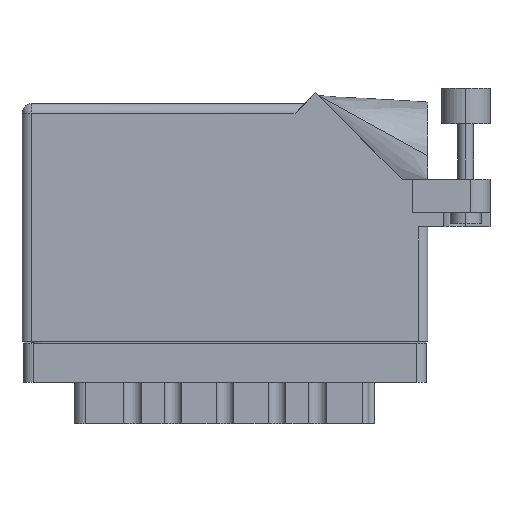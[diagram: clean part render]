
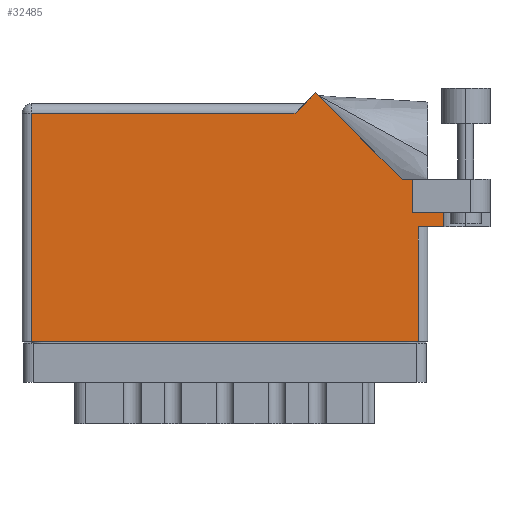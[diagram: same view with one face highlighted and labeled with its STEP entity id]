
A CAD part, front view. The second image highlights one B-rep face of the part: STEP entity #32485.
In plain terms, the highlighted face is planar.
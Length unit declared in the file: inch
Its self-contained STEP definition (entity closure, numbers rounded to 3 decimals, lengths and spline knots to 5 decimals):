
#130 = DIRECTION ( 'NONE',  ( 0., 1., 0. ) ) ;
#494 = EDGE_CURVE ( 'NONE', #15724, #18493, #7082, .T. ) ;
#1642 = VECTOR ( 'NONE', #36114, 39.37008 ) ;
#1716 = CARTESIAN_POINT ( 'NONE',  ( 0., 1.468, 0. ) ) ;
#2432 = EDGE_CURVE ( 'NONE', #19754, #18904, #4094, .T. ) ;
#2963 = VECTOR ( 'NONE', #23848, 39.37008 ) ;
#3504 = LINE ( 'NONE', #17101, #18245 ) ;
#4094 = LINE ( 'NONE', #30315, #2963 ) ;
#5268 = CARTESIAN_POINT ( 'NONE',  ( 2.55, 0.737, 0. ) ) ;
#7082 = LINE ( 'NONE', #37001, #30584 ) ;
#7424 = VERTEX_POINT ( 'NONE', #44614 ) ;
#8463 = CARTESIAN_POINT ( 'NONE',  ( 2.7135, 1.16177, 0. ) ) ;
#8499 = LINE ( 'NONE', #27388, #17222 ) ;
#8604 = PLANE ( 'NONE',  #31211 ) ;
#9590 = ORIENTED_EDGE ( 'NONE', *, *, #42750, .T. ) ;
#10512 = CARTESIAN_POINT ( 'NONE',  ( 2.55, 0.737, 0. ) ) ;
#10926 = CARTESIAN_POINT ( 'NONE',  ( 0.062, 0., 0. ) ) ;
#11890 = CARTESIAN_POINT ( 'NONE',  ( 2.7135, 0.831, 0. ) ) ;
#11926 = DIRECTION ( 'NONE',  ( -1., 0., 0. ) ) ;
#12268 = DIRECTION ( 'NONE',  ( -1., 0., 0. ) ) ;
#12628 = DIRECTION ( 'NONE',  ( -0.707, -0.707, 0. ) ) ;
#14186 = CARTESIAN_POINT ( 'NONE',  ( 3.012, 1.044, 0. ) ) ;
#14983 = CARTESIAN_POINT ( 'NONE',  ( 0., 0., 0. ) ) ;
#15438 = DIRECTION ( 'NONE',  ( 0., -1., 0. ) ) ;
#15589 = DIRECTION ( 'NONE',  ( 0., 0., -1. ) ) ;
#15724 = VERTEX_POINT ( 'NONE', #22766 ) ;
#16625 = VERTEX_POINT ( 'NONE', #16799 ) ;
#16799 = CARTESIAN_POINT ( 'NONE',  ( 2.55, 0., 0. ) ) ;
#17101 = CARTESIAN_POINT ( 'NONE',  ( 2.512, 0.831, 0. ) ) ;
#17222 = VECTOR ( 'NONE', #20954, 39.37008 ) ;
#17267 = VERTEX_POINT ( 'NONE', #17676 ) ;
#17558 = CARTESIAN_POINT ( 'NONE',  ( 1.757, 1.468, 0. ) ) ;
#17676 = CARTESIAN_POINT ( 'NONE',  ( 2.7135, 0.737, 0. ) ) ;
#17788 = LINE ( 'NONE', #21966, #18857 ) ;
#17988 = LINE ( 'NONE', #29887, #30033 ) ;
#18245 = VECTOR ( 'NONE', #130, 39.37008 ) ;
#18493 = VERTEX_POINT ( 'NONE', #45108 ) ;
#18857 = VECTOR ( 'NONE', #12628, 39.37008 ) ;
#18904 = VERTEX_POINT ( 'NONE', #11890 ) ;
#19612 = DIRECTION ( 'NONE',  ( 0., -1., 0. ) ) ;
#19754 = VERTEX_POINT ( 'NONE', #24576 ) ;
#20954 = DIRECTION ( 'NONE',  ( 1., 0., 0. ) ) ;
#21052 = EDGE_CURVE ( 'NONE', #35578, #7424, #26239, .T. ) ;
#21730 = ORIENTED_EDGE ( 'NONE', *, *, #21052, .T. ) ;
#21966 = CARTESIAN_POINT ( 'NONE',  ( 1.819, 1.53, 0. ) ) ;
#22766 = CARTESIAN_POINT ( 'NONE',  ( 2.44642, 1.044, 0. ) ) ;
#23839 = EDGE_LOOP ( 'NONE', ( #42462, #28786, #25614, #36488, #24248, #9590, #30700, #34719, #24915, #21730, #38082 ) ) ;
#23848 = DIRECTION ( 'NONE',  ( 1., 0., 0. ) ) ;
#24248 = ORIENTED_EDGE ( 'NONE', *, *, #2432, .F. ) ;
#24576 = CARTESIAN_POINT ( 'NONE',  ( 2.512, 0.831, 0. ) ) ;
#24656 = LINE ( 'NONE', #14983, #1642 ) ;
#24915 = ORIENTED_EDGE ( 'NONE', *, *, #42143, .T. ) ;
#25614 = ORIENTED_EDGE ( 'NONE', *, *, #29348, .T. ) ;
#26239 = LINE ( 'NONE', #1716, #31783 ) ;
#27388 = CARTESIAN_POINT ( 'NONE',  ( 2.612, 0.737, 0. ) ) ;
#27426 = VECTOR ( 'NONE', #15438, 39.37008 ) ;
#27473 = LINE ( 'NONE', #5268, #29674 ) ;
#28786 = ORIENTED_EDGE ( 'NONE', *, *, #43592, .T. ) ;
#29348 = EDGE_CURVE ( 'NONE', #42417, #17267, #8499, .T. ) ;
#29391 = CARTESIAN_POINT ( 'NONE',  ( 0., 1.53, 0. ) ) ;
#29674 = VECTOR ( 'NONE', #29728, 39.37008 ) ;
#29728 = DIRECTION ( 'NONE',  ( 0., 1., 0. ) ) ;
#29887 = CARTESIAN_POINT ( 'NONE',  ( 0.062, 0., 0. ) ) ;
#30033 = VECTOR ( 'NONE', #19612, 39.37008 ) ;
#30315 = CARTESIAN_POINT ( 'NONE',  ( 2.512, 0.831, 0. ) ) ;
#30584 = VECTOR ( 'NONE', #44206, 39.37008 ) ;
#30700 = ORIENTED_EDGE ( 'NONE', *, *, #44670, .T. ) ;
#31211 = AXIS2_PLACEMENT_3D ( 'NONE', #29391, #15589, #11926 ) ;
#31215 = VECTOR ( 'NONE', #35312, 39.37008 ) ;
#31783 = VECTOR ( 'NONE', #12268, 39.37008 ) ;
#32485 = ADVANCED_FACE ( 'NONE', ( #33252 ), #8604, .F. ) ;
#33252 = FACE_OUTER_BOUND ( 'NONE', #23839, .T. ) ;
#34719 = ORIENTED_EDGE ( 'NONE', *, *, #494, .T. ) ;
#35228 = EDGE_CURVE ( 'NONE', #36267, #16625, #24656, .T. ) ;
#35312 = DIRECTION ( 'NONE',  ( -1., 0., 0. ) ) ;
#35578 = VERTEX_POINT ( 'NONE', #17558 ) ;
#36114 = DIRECTION ( 'NONE',  ( 1., 0., 0. ) ) ;
#36267 = VERTEX_POINT ( 'NONE', #10926 ) ;
#36488 = ORIENTED_EDGE ( 'NONE', *, *, #44267, .F. ) ;
#37001 = CARTESIAN_POINT ( 'NONE',  ( 2.44642, 1.044, 0. ) ) ;
#38082 = ORIENTED_EDGE ( 'NONE', *, *, #45430, .T. ) ;
#40515 = LINE ( 'NONE', #14186, #31215 ) ;
#42143 = EDGE_CURVE ( 'NONE', #18493, #35578, #17788, .T. ) ;
#42417 = VERTEX_POINT ( 'NONE', #10512 ) ;
#42462 = ORIENTED_EDGE ( 'NONE', *, *, #35228, .T. ) ;
#42750 = EDGE_CURVE ( 'NONE', #19754, #45312, #3504, .T. ) ;
#43314 = LINE ( 'NONE', #8463, #27426 ) ;
#43530 = CARTESIAN_POINT ( 'NONE',  ( 2.512, 1.044, 0. ) ) ;
#43592 = EDGE_CURVE ( 'NONE', #16625, #42417, #27473, .T. ) ;
#44206 = DIRECTION ( 'NONE',  ( -0.707, 0.707, 0. ) ) ;
#44267 = EDGE_CURVE ( 'NONE', #18904, #17267, #43314, .T. ) ;
#44614 = CARTESIAN_POINT ( 'NONE',  ( 0.062, 1.468, 0. ) ) ;
#44670 = EDGE_CURVE ( 'NONE', #45312, #15724, #40515, .T. ) ;
#45108 = CARTESIAN_POINT ( 'NONE',  ( 1.88971, 1.60071, 0. ) ) ;
#45312 = VERTEX_POINT ( 'NONE', #43530 ) ;
#45430 = EDGE_CURVE ( 'NONE', #7424, #36267, #17988, .T. ) ;
